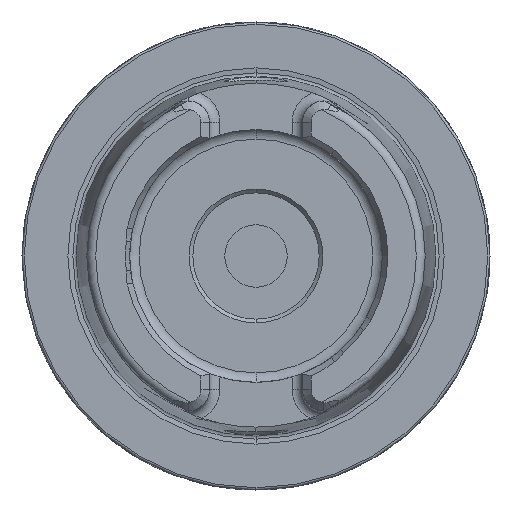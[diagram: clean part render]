
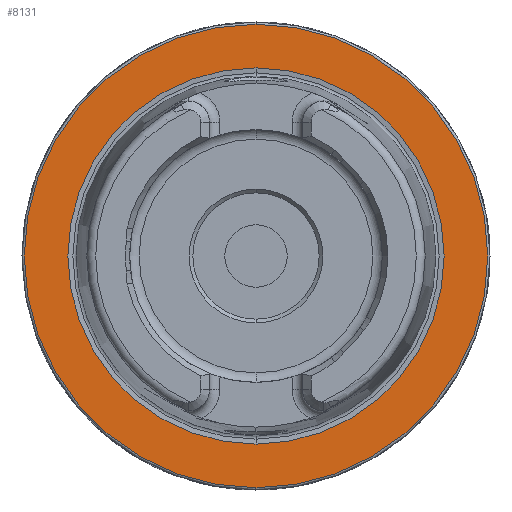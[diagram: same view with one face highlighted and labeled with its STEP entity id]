
A CAD part, left-side view. The second image highlights one B-rep face of the part: STEP entity #8131.
In plain terms, the highlighted planar face has unit normal (-1, 0, 0).
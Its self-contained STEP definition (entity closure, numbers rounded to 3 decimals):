
#942 = DIRECTION ( 'NONE',  ( 0., 0., 1. ) ) ;
#943 = DIRECTION ( 'NONE',  ( -1., 0., 0. ) ) ;
#944 = CARTESIAN_POINT ( 'NONE',  ( 0., 0., 0. ) ) ;
#955 = DIRECTION ( 'NONE',  ( 0., 0., 1. ) ) ;
#956 = DIRECTION ( 'NONE',  ( -1., 0., 0. ) ) ;
#957 = CARTESIAN_POINT ( 'NONE',  ( 0., 0., 0. ) ) ;
#1189 = AXIS2_PLACEMENT_3D ( 'NONE', #13562, #13560, #13559 ) ;
#2411 = EDGE_CURVE ( 'NONE', #8874, #8875, #7478, .T. ) ;
#2413 = EDGE_CURVE ( 'NONE', #8885, #8887, #5691, .T. ) ;
#3809 = CARTESIAN_POINT ( 'NONE',  ( 0., 0., -31.2 ) ) ;
#3811 = CARTESIAN_POINT ( 'NONE',  ( 0., 0., 31.2 ) ) ;
#3815 = CARTESIAN_POINT ( 'NONE',  ( 0., 0., -25.324 ) ) ;
#3817 = CARTESIAN_POINT ( 'NONE',  ( 0., 0., 25.324 ) ) ;
#4220 = DIRECTION ( 'NONE',  ( 0., 0., -1. ) ) ;
#4222 = PLANE ( 'NONE',  #9805 ) ;
#4223 = FACE_OUTER_BOUND ( 'NONE', #4377, .T. ) ;
#4225 = CARTESIAN_POINT ( 'NONE',  ( 0., 31.2, 0. ) ) ;
#4227 = DIRECTION ( 'NONE',  ( 1., 0., 0. ) ) ;
#4229 = FACE_BOUND ( 'NONE', #4431, .T. ) ;
#4377 = EDGE_LOOP ( 'NONE', ( #9432, #9433 ) ) ;
#4431 = EDGE_LOOP ( 'NONE', ( #9428, #9430 ) ) ;
#5691 = CIRCLE ( 'NONE', #5692, 31.2 ) ;
#5692 = AXIS2_PLACEMENT_3D ( 'NONE', #13556, #13555, #13551 ) ;
#7478 = CIRCLE ( 'NONE', #1189, 25.324 ) ;
#8131 = ADVANCED_FACE ( 'NONE', ( #4229, #4223 ), #4222, .F. ) ;
#8874 = VERTEX_POINT ( 'NONE', #3817 ) ;
#8875 = VERTEX_POINT ( 'NONE', #3815 ) ;
#8885 = VERTEX_POINT ( 'NONE', #3809 ) ;
#8887 = VERTEX_POINT ( 'NONE', #3811 ) ;
#9428 = ORIENTED_EDGE ( 'NONE', *, *, #2411, .F. ) ;
#9430 = ORIENTED_EDGE ( 'NONE', *, *, #13880, .F. ) ;
#9432 = ORIENTED_EDGE ( 'NONE', *, *, #13876, .T. ) ;
#9433 = ORIENTED_EDGE ( 'NONE', *, *, #2413, .T. ) ;
#9805 = AXIS2_PLACEMENT_3D ( 'NONE', #4225, #4227, #4220 ) ;
#11428 = CIRCLE ( 'NONE', #11431, 31.2 ) ;
#11431 = AXIS2_PLACEMENT_3D ( 'NONE', #957, #956, #955 ) ;
#11434 = CIRCLE ( 'NONE', #11438, 25.324 ) ;
#11438 = AXIS2_PLACEMENT_3D ( 'NONE', #944, #943, #942 ) ;
#13551 = DIRECTION ( 'NONE',  ( 0., 0., 1. ) ) ;
#13555 = DIRECTION ( 'NONE',  ( -1., 0., 0. ) ) ;
#13556 = CARTESIAN_POINT ( 'NONE',  ( 0., 0., 0. ) ) ;
#13559 = DIRECTION ( 'NONE',  ( 0., 0., 1. ) ) ;
#13560 = DIRECTION ( 'NONE',  ( -1., 0., 0. ) ) ;
#13562 = CARTESIAN_POINT ( 'NONE',  ( 0., 0., 0. ) ) ;
#13876 = EDGE_CURVE ( 'NONE', #8887, #8885, #11428, .T. ) ;
#13880 = EDGE_CURVE ( 'NONE', #8875, #8874, #11434, .T. ) ;
